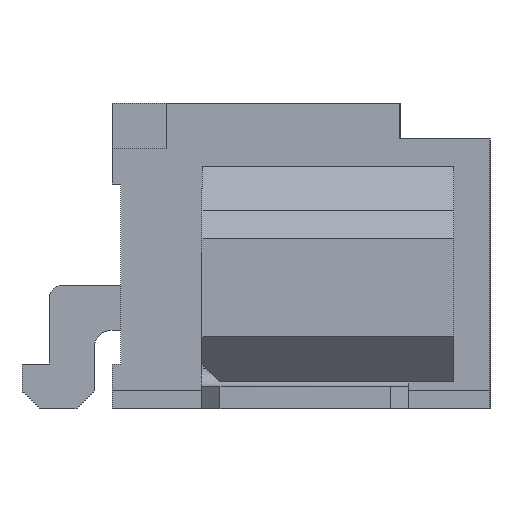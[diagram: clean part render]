
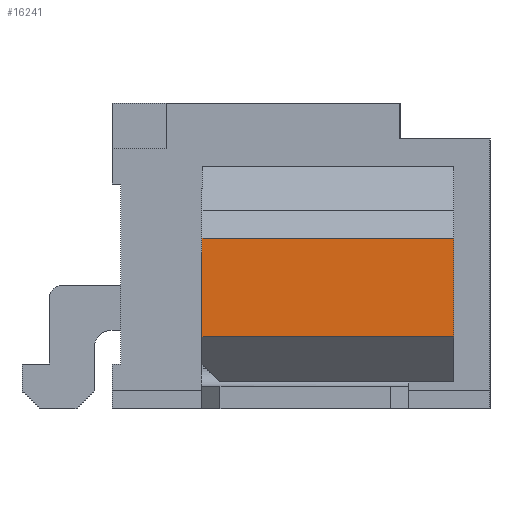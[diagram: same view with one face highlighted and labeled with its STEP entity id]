
A CAD part, left-side view. The second image highlights one B-rep face of the part: STEP entity #16241.
In plain terms, the highlighted planar face has unit normal (-1, 0, 0).
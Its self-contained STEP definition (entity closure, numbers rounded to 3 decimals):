
#2151 = PLANE('',#2152);
#2152 = AXIS2_PLACEMENT_3D('',#2153,#2154,#2155);
#2153 = CARTESIAN_POINT('',(4.625,1.1,0.));
#2154 = DIRECTION('',(0.,1.,0.));
#2155 = DIRECTION('',(-1.,0.,0.));
#2207 = PLANE('',#2208);
#2208 = AXIS2_PLACEMENT_3D('',#2209,#2210,#2211);
#2209 = CARTESIAN_POINT('',(4.625,-1.7,0.));
#2210 = DIRECTION('',(0.,1.,0.));
#2211 = DIRECTION('',(-1.,0.,0.));
#7394 = VERTEX_POINT('',#7395);
#7395 = CARTESIAN_POINT('',(-6.125,1.1,1.9));
#7409 = PLANE('',#7410);
#7410 = AXIS2_PLACEMENT_3D('',#7411,#7412,#7413);
#7411 = CARTESIAN_POINT('',(-6.125,-1.7,1.9));
#7412 = DIRECTION('',(-0.707,0.,0.707));
#7413 = DIRECTION('',(0.707,0.,0.707));
#7421 = EDGE_CURVE('',#7422,#7394,#7424,.T.);
#7422 = VERTEX_POINT('',#7423);
#7423 = CARTESIAN_POINT('',(-6.125,1.1,0.8));
#7424 = SURFACE_CURVE('',#7425,(#7429,#7436),.PCURVE_S1.);
#7425 = LINE('',#7426,#7427);
#7426 = CARTESIAN_POINT('',(-6.125,1.1,0.8));
#7427 = VECTOR('',#7428,1.);
#7428 = DIRECTION('',(0.,0.,1.));
#7429 = PCURVE('',#2151,#7430);
#7430 = DEFINITIONAL_REPRESENTATION('',(#7431),#7435);
#7431 = LINE('',#7432,#7433);
#7432 = CARTESIAN_POINT('',(10.75,0.8));
#7433 = VECTOR('',#7434,1.);
#7434 = DIRECTION('',(0.,1.));
#7435 = ( GEOMETRIC_REPRESENTATION_CONTEXT(2) 
PARAMETRIC_REPRESENTATION_CONTEXT() REPRESENTATION_CONTEXT('2D SPACE',''
  ) );
#7436 = PCURVE('',#7437,#7442);
#7437 = PLANE('',#7438);
#7438 = AXIS2_PLACEMENT_3D('',#7439,#7440,#7441);
#7439 = CARTESIAN_POINT('',(-6.125,-1.7,0.8));
#7440 = DIRECTION('',(-1.,0.,0.));
#7441 = DIRECTION('',(0.,0.,1.));
#7442 = DEFINITIONAL_REPRESENTATION('',(#7443),#7447);
#7443 = LINE('',#7444,#7445);
#7444 = CARTESIAN_POINT('',(0.,2.8));
#7445 = VECTOR('',#7446,1.);
#7446 = DIRECTION('',(1.,0.));
#7447 = ( GEOMETRIC_REPRESENTATION_CONTEXT(2) 
PARAMETRIC_REPRESENTATION_CONTEXT() REPRESENTATION_CONTEXT('2D SPACE',''
  ) );
#7463 = PLANE('',#7464);
#7464 = AXIS2_PLACEMENT_3D('',#7465,#7466,#7467);
#7465 = CARTESIAN_POINT('',(-5.625,-1.7,0.3));
#7466 = DIRECTION('',(-0.707,0.,-0.707));
#7467 = DIRECTION('',(-0.707,0.,0.707));
#7670 = VERTEX_POINT('',#7671);
#7671 = CARTESIAN_POINT('',(-6.125,-1.7,0.8));
#7692 = EDGE_CURVE('',#7670,#7693,#7695,.T.);
#7693 = VERTEX_POINT('',#7694);
#7694 = CARTESIAN_POINT('',(-6.125,-1.7,1.9));
#7695 = SURFACE_CURVE('',#7696,(#7700,#7707),.PCURVE_S1.);
#7696 = LINE('',#7697,#7698);
#7697 = CARTESIAN_POINT('',(-6.125,-1.7,0.8));
#7698 = VECTOR('',#7699,1.);
#7699 = DIRECTION('',(0.,0.,1.));
#7700 = PCURVE('',#2207,#7701);
#7701 = DEFINITIONAL_REPRESENTATION('',(#7702),#7706);
#7702 = LINE('',#7703,#7704);
#7703 = CARTESIAN_POINT('',(10.75,0.8));
#7704 = VECTOR('',#7705,1.);
#7705 = DIRECTION('',(0.,1.));
#7706 = ( GEOMETRIC_REPRESENTATION_CONTEXT(2) 
PARAMETRIC_REPRESENTATION_CONTEXT() REPRESENTATION_CONTEXT('2D SPACE',''
  ) );
#7707 = PCURVE('',#7437,#7708);
#7708 = DEFINITIONAL_REPRESENTATION('',(#7709),#7713);
#7709 = LINE('',#7710,#7711);
#7710 = CARTESIAN_POINT('',(0.,0.));
#7711 = VECTOR('',#7712,1.);
#7712 = DIRECTION('',(1.,0.));
#7713 = ( GEOMETRIC_REPRESENTATION_CONTEXT(2) 
PARAMETRIC_REPRESENTATION_CONTEXT() REPRESENTATION_CONTEXT('2D SPACE',''
  ) );
#16219 = EDGE_CURVE('',#7693,#7394,#16220,.T.);
#16220 = SURFACE_CURVE('',#16221,(#16225,#16232),.PCURVE_S1.);
#16221 = LINE('',#16222,#16223);
#16222 = CARTESIAN_POINT('',(-6.125,-1.7,1.9));
#16223 = VECTOR('',#16224,1.);
#16224 = DIRECTION('',(0.,1.,0.));
#16225 = PCURVE('',#7409,#16226);
#16226 = DEFINITIONAL_REPRESENTATION('',(#16227),#16231);
#16227 = LINE('',#16228,#16229);
#16228 = CARTESIAN_POINT('',(0.,0.));
#16229 = VECTOR('',#16230,1.);
#16230 = DIRECTION('',(0.,1.));
#16231 = ( GEOMETRIC_REPRESENTATION_CONTEXT(2) 
PARAMETRIC_REPRESENTATION_CONTEXT() REPRESENTATION_CONTEXT('2D SPACE',''
  ) );
#16232 = PCURVE('',#7437,#16233);
#16233 = DEFINITIONAL_REPRESENTATION('',(#16234),#16238);
#16234 = LINE('',#16235,#16236);
#16235 = CARTESIAN_POINT('',(1.1,0.));
#16236 = VECTOR('',#16237,1.);
#16237 = DIRECTION('',(0.,1.));
#16238 = ( GEOMETRIC_REPRESENTATION_CONTEXT(2) 
PARAMETRIC_REPRESENTATION_CONTEXT() REPRESENTATION_CONTEXT('2D SPACE',''
  ) );
#16241 = ADVANCED_FACE('',(#16242),#7437,.T.);
#16242 = FACE_BOUND('',#16243,.F.);
#16243 = EDGE_LOOP('',(#16244,#16245,#16266,#16267));
#16244 = ORIENTED_EDGE('',*,*,#7692,.F.);
#16245 = ORIENTED_EDGE('',*,*,#16246,.T.);
#16246 = EDGE_CURVE('',#7670,#7422,#16247,.T.);
#16247 = SURFACE_CURVE('',#16248,(#16252,#16259),.PCURVE_S1.);
#16248 = LINE('',#16249,#16250);
#16249 = CARTESIAN_POINT('',(-6.125,-1.7,0.8));
#16250 = VECTOR('',#16251,1.);
#16251 = DIRECTION('',(0.,1.,0.));
#16252 = PCURVE('',#7437,#16253);
#16253 = DEFINITIONAL_REPRESENTATION('',(#16254),#16258);
#16254 = LINE('',#16255,#16256);
#16255 = CARTESIAN_POINT('',(0.,0.));
#16256 = VECTOR('',#16257,1.);
#16257 = DIRECTION('',(0.,1.));
#16258 = ( GEOMETRIC_REPRESENTATION_CONTEXT(2) 
PARAMETRIC_REPRESENTATION_CONTEXT() REPRESENTATION_CONTEXT('2D SPACE',''
  ) );
#16259 = PCURVE('',#7463,#16260);
#16260 = DEFINITIONAL_REPRESENTATION('',(#16261),#16265);
#16261 = LINE('',#16262,#16263);
#16262 = CARTESIAN_POINT('',(0.707,0.));
#16263 = VECTOR('',#16264,1.);
#16264 = DIRECTION('',(0.,1.));
#16265 = ( GEOMETRIC_REPRESENTATION_CONTEXT(2) 
PARAMETRIC_REPRESENTATION_CONTEXT() REPRESENTATION_CONTEXT('2D SPACE',''
  ) );
#16266 = ORIENTED_EDGE('',*,*,#7421,.T.);
#16267 = ORIENTED_EDGE('',*,*,#16219,.F.);
